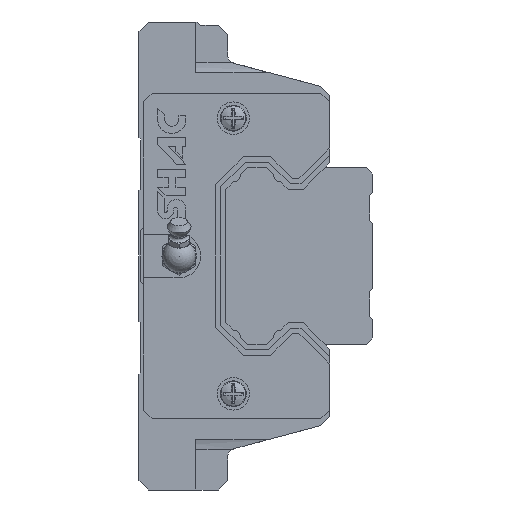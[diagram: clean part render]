
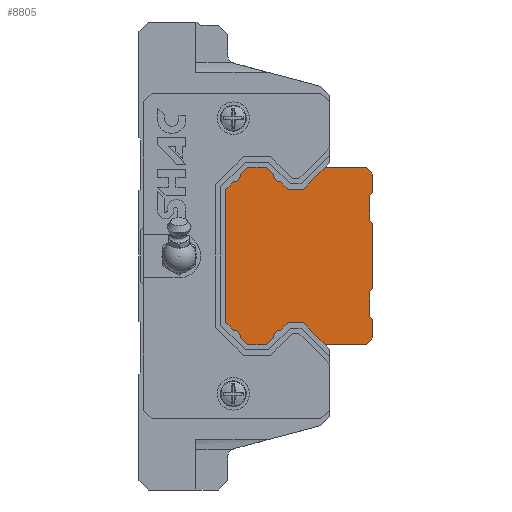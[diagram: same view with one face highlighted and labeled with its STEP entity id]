
A CAD part, left-side view. The second image highlights one B-rep face of the part: STEP entity #8805.
In plain terms, the highlighted planar face has unit normal (-1, 0, 0).
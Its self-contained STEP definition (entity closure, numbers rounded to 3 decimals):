
#237=CIRCLE('',#9395,2.134);
#238=CIRCLE('',#9396,2.134);
#239=CIRCLE('',#9397,2.134);
#240=CIRCLE('',#9398,2.134);
#471=ORIENTED_EDGE('',*,*,#3028,.T.);
#472=ORIENTED_EDGE('',*,*,#3029,.T.);
#473=ORIENTED_EDGE('',*,*,#3030,.T.);
#474=ORIENTED_EDGE('',*,*,#2994,.F.);
#475=ORIENTED_EDGE('',*,*,#3031,.T.);
#476=ORIENTED_EDGE('',*,*,#3032,.T.);
#477=ORIENTED_EDGE('',*,*,#3033,.T.);
#478=ORIENTED_EDGE('',*,*,#2998,.F.);
#479=ORIENTED_EDGE('',*,*,#3034,.F.);
#480=ORIENTED_EDGE('',*,*,#3035,.F.);
#481=ORIENTED_EDGE('',*,*,#3036,.F.);
#482=ORIENTED_EDGE('',*,*,#3037,.F.);
#483=ORIENTED_EDGE('',*,*,#3038,.F.);
#484=ORIENTED_EDGE('',*,*,#3039,.T.);
#485=ORIENTED_EDGE('',*,*,#3040,.F.);
#486=ORIENTED_EDGE('',*,*,#3041,.F.);
#487=ORIENTED_EDGE('',*,*,#3042,.F.);
#488=ORIENTED_EDGE('',*,*,#3043,.T.);
#489=ORIENTED_EDGE('',*,*,#3044,.F.);
#490=ORIENTED_EDGE('',*,*,#3045,.F.);
#491=ORIENTED_EDGE('',*,*,#3046,.F.);
#492=ORIENTED_EDGE('',*,*,#3047,.T.);
#493=ORIENTED_EDGE('',*,*,#3048,.F.);
#494=ORIENTED_EDGE('',*,*,#3049,.F.);
#495=ORIENTED_EDGE('',*,*,#3050,.F.);
#496=ORIENTED_EDGE('',*,*,#3051,.T.);
#497=ORIENTED_EDGE('',*,*,#3052,.F.);
#498=ORIENTED_EDGE('',*,*,#3053,.F.);
#499=ORIENTED_EDGE('',*,*,#3054,.F.);
#500=ORIENTED_EDGE('',*,*,#3055,.F.);
#501=ORIENTED_EDGE('',*,*,#3056,.F.);
#502=ORIENTED_EDGE('',*,*,#2985,.F.);
#2985=EDGE_CURVE('',#4265,#4266,#5133,.T.);
#2994=EDGE_CURVE('',#4274,#4272,#5139,.T.);
#2998=EDGE_CURVE('',#4278,#4276,#5143,.T.);
#3028=EDGE_CURVE('',#4265,#4305,#5169,.T.);
#3029=EDGE_CURVE('',#4305,#4306,#5170,.T.);
#3030=EDGE_CURVE('',#4306,#4272,#5171,.T.);
#3031=EDGE_CURVE('',#4274,#4307,#5172,.T.);
#3032=EDGE_CURVE('',#4307,#4308,#5173,.T.);
#3033=EDGE_CURVE('',#4308,#4276,#5174,.T.);
#3034=EDGE_CURVE('',#4309,#4278,#5175,.T.);
#3035=EDGE_CURVE('',#4310,#4309,#5176,.T.);
#3036=EDGE_CURVE('',#4311,#4310,#5177,.T.);
#3037=EDGE_CURVE('',#4312,#4311,#5178,.T.);
#3038=EDGE_CURVE('',#4313,#4312,#5179,.T.);
#3039=EDGE_CURVE('',#4313,#4314,#237,.T.);
#3040=EDGE_CURVE('',#4315,#4314,#5180,.T.);
#3041=EDGE_CURVE('',#4316,#4315,#5181,.T.);
#3042=EDGE_CURVE('',#4317,#4316,#5182,.T.);
#3043=EDGE_CURVE('',#4317,#4318,#238,.T.);
#3044=EDGE_CURVE('',#4319,#4318,#5183,.T.);
#3045=EDGE_CURVE('',#4320,#4319,#5184,.T.);
#3046=EDGE_CURVE('',#4321,#4320,#5185,.T.);
#3047=EDGE_CURVE('',#4321,#4322,#239,.T.);
#3048=EDGE_CURVE('',#4323,#4322,#5186,.T.);
#3049=EDGE_CURVE('',#4324,#4323,#5187,.T.);
#3050=EDGE_CURVE('',#4325,#4324,#5188,.T.);
#3051=EDGE_CURVE('',#4325,#4326,#240,.T.);
#3052=EDGE_CURVE('',#4327,#4326,#5189,.T.);
#3053=EDGE_CURVE('',#4328,#4327,#5190,.T.);
#3054=EDGE_CURVE('',#4329,#4328,#5191,.T.);
#3055=EDGE_CURVE('',#4330,#4329,#5192,.T.);
#3056=EDGE_CURVE('',#4266,#4330,#5193,.T.);
#4265=VERTEX_POINT('',#12586);
#4266=VERTEX_POINT('',#12588);
#4272=VERTEX_POINT('',#12601);
#4274=VERTEX_POINT('',#12605);
#4276=VERTEX_POINT('',#12610);
#4278=VERTEX_POINT('',#12614);
#4305=VERTEX_POINT('',#12674);
#4306=VERTEX_POINT('',#12676);
#4307=VERTEX_POINT('',#12679);
#4308=VERTEX_POINT('',#12681);
#4309=VERTEX_POINT('',#12684);
#4310=VERTEX_POINT('',#12686);
#4311=VERTEX_POINT('',#12688);
#4312=VERTEX_POINT('',#12690);
#4313=VERTEX_POINT('',#12692);
#4314=VERTEX_POINT('',#12694);
#4315=VERTEX_POINT('',#12696);
#4316=VERTEX_POINT('',#12698);
#4317=VERTEX_POINT('',#12700);
#4318=VERTEX_POINT('',#12702);
#4319=VERTEX_POINT('',#12704);
#4320=VERTEX_POINT('',#12706);
#4321=VERTEX_POINT('',#12708);
#4322=VERTEX_POINT('',#12710);
#4323=VERTEX_POINT('',#12712);
#4324=VERTEX_POINT('',#12714);
#4325=VERTEX_POINT('',#12716);
#4326=VERTEX_POINT('',#12718);
#4327=VERTEX_POINT('',#12720);
#4328=VERTEX_POINT('',#12722);
#4329=VERTEX_POINT('',#12724);
#4330=VERTEX_POINT('',#12726);
#5133=LINE('',#12587,#6173);
#5139=LINE('',#12606,#6179);
#5143=LINE('',#12615,#6183);
#5169=LINE('',#12673,#6209);
#5170=LINE('',#12675,#6210);
#5171=LINE('',#12677,#6211);
#5172=LINE('',#12678,#6212);
#5173=LINE('',#12680,#6213);
#5174=LINE('',#12682,#6214);
#5175=LINE('',#12683,#6215);
#5176=LINE('',#12685,#6216);
#5177=LINE('',#12687,#6217);
#5178=LINE('',#12689,#6218);
#5179=LINE('',#12691,#6219);
#5180=LINE('',#12695,#6220);
#5181=LINE('',#12697,#6221);
#5182=LINE('',#12699,#6222);
#5183=LINE('',#12703,#6223);
#5184=LINE('',#12705,#6224);
#5185=LINE('',#12707,#6225);
#5186=LINE('',#12711,#6226);
#5187=LINE('',#12713,#6227);
#5188=LINE('',#12715,#6228);
#5189=LINE('',#12719,#6229);
#5190=LINE('',#12721,#6230);
#5191=LINE('',#12723,#6231);
#5192=LINE('',#12725,#6232);
#5193=LINE('',#12727,#6233);
#6173=VECTOR('',#10107,1000.);
#6179=VECTOR('',#10121,1000.);
#6183=VECTOR('',#10127,1000.);
#6209=VECTOR('',#10165,1000.);
#6210=VECTOR('',#10166,1000.);
#6211=VECTOR('',#10167,1000.);
#6212=VECTOR('',#10168,1000.);
#6213=VECTOR('',#10169,1000.);
#6214=VECTOR('',#10170,1000.);
#6215=VECTOR('',#10171,1000.);
#6216=VECTOR('',#10172,1000.);
#6217=VECTOR('',#10173,1000.);
#6218=VECTOR('',#10174,1000.);
#6219=VECTOR('',#10175,1000.);
#6220=VECTOR('',#10178,1000.);
#6221=VECTOR('',#10179,1000.);
#6222=VECTOR('',#10180,1000.);
#6223=VECTOR('',#10183,1000.);
#6224=VECTOR('',#10184,1000.);
#6225=VECTOR('',#10185,1000.);
#6226=VECTOR('',#10188,1000.);
#6227=VECTOR('',#10189,1000.);
#6228=VECTOR('',#10190,1000.);
#6229=VECTOR('',#10193,1000.);
#6230=VECTOR('',#10194,1000.);
#6231=VECTOR('',#10195,1000.);
#6232=VECTOR('',#10196,1000.);
#6233=VECTOR('',#10197,1000.);
#7219=EDGE_LOOP('',(#471,#472,#473,#474,#475,#476,#477,#478,#479,#480,#481,
#482,#483,#484,#485,#486,#487,#488,#489,#490,#491,#492,#493,#494,#495,#496,
#497,#498,#499,#500,#501,#502));
#7815=FACE_BOUND('',#7219,.T.);
#8408=PLANE('',#9394);
#8805=ADVANCED_FACE('',(#7815),#8408,.F.);
#9394=AXIS2_PLACEMENT_3D('',#12672,#10163,#10164);
#9395=AXIS2_PLACEMENT_3D('',#12693,#10176,#10177);
#9396=AXIS2_PLACEMENT_3D('',#12701,#10181,#10182);
#9397=AXIS2_PLACEMENT_3D('',#12709,#10186,#10187);
#9398=AXIS2_PLACEMENT_3D('',#12717,#10191,#10192);
#10107=DIRECTION('',(0.,0.,-1.));
#10121=DIRECTION('',(0.,0.,-1.));
#10127=DIRECTION('',(0.,0.,-1.));
#10163=DIRECTION('',(1.,0.,0.));
#10164=DIRECTION('',(0.,0.,-1.));
#10165=DIRECTION('',(0.,0.707,0.707));
#10166=DIRECTION('',(0.,0.,1.));
#10167=DIRECTION('',(0.,-0.707,0.707));
#10168=DIRECTION('',(0.,0.707,0.707));
#10169=DIRECTION('',(0.,0.,1.));
#10170=DIRECTION('',(0.,-0.707,0.707));
#10171=DIRECTION('',(0.,-0.707,-0.707));
#10172=DIRECTION('',(0.,-1.,0.));
#10173=DIRECTION('',(0.,-0.707,0.707));
#10174=DIRECTION('',(0.,-1.,0.));
#10175=DIRECTION('',(0.,-0.707,-0.707));
#10176=DIRECTION('',(1.,0.,0.));
#10177=DIRECTION('',(0.,0.,-1.));
#10178=DIRECTION('',(0.,-0.707,-0.707));
#10179=DIRECTION('',(0.,-1.,0.));
#10180=DIRECTION('',(0.,-0.707,0.707));
#10181=DIRECTION('',(1.,0.,0.));
#10182=DIRECTION('',(0.,0.,-1.));
#10183=DIRECTION('',(0.,-0.707,0.707));
#10184=DIRECTION('',(0.,0.,1.));
#10185=DIRECTION('',(0.,0.707,0.707));
#10186=DIRECTION('',(1.,0.,0.));
#10187=DIRECTION('',(0.,0.,-1.));
#10188=DIRECTION('',(0.,0.707,0.707));
#10189=DIRECTION('',(0.,1.,0.));
#10190=DIRECTION('',(0.,0.707,-0.707));
#10191=DIRECTION('',(1.,0.,0.));
#10192=DIRECTION('',(0.,0.,-1.));
#10193=DIRECTION('',(0.,0.707,-0.707));
#10194=DIRECTION('',(0.,1.,0.));
#10195=DIRECTION('',(0.,0.707,0.707));
#10196=DIRECTION('',(0.,1.,0.));
#10197=DIRECTION('',(0.,0.707,-0.707));
#12586=CARTESIAN_POINT('',(-150.,0.,-19.));
#12587=CARTESIAN_POINT('',(-150.,0.,24.5));
#12588=CARTESIAN_POINT('',(-150.,0.,-24.5));
#12601=CARTESIAN_POINT('',(-150.,0.,-9.75));
#12605=CARTESIAN_POINT('',(-150.,0.,9.75));
#12606=CARTESIAN_POINT('',(-150.,0.,24.5));
#12610=CARTESIAN_POINT('',(-150.,0.,19.));
#12614=CARTESIAN_POINT('',(-150.,0.,24.5));
#12615=CARTESIAN_POINT('',(-150.,0.,24.5));
#12672=CARTESIAN_POINT('',(-150.,27.607,24.294));
#12673=CARTESIAN_POINT('',(-150.,0.,-19.));
#12674=CARTESIAN_POINT('',(-150.,1.,-18.));
#12675=CARTESIAN_POINT('',(-150.,1.,-18.));
#12676=CARTESIAN_POINT('',(-150.,1.,-10.75));
#12677=CARTESIAN_POINT('',(-150.,1.,-10.75));
#12678=CARTESIAN_POINT('',(-150.,0.,9.75));
#12679=CARTESIAN_POINT('',(-150.,1.,10.75));
#12680=CARTESIAN_POINT('',(-150.,1.,10.75));
#12681=CARTESIAN_POINT('',(-150.,1.,18.));
#12682=CARTESIAN_POINT('',(-150.,1.,18.));
#12683=CARTESIAN_POINT('',(-150.,2.,26.5));
#12684=CARTESIAN_POINT('',(-150.,2.,26.5));
#12685=CARTESIAN_POINT('',(-150.,14.325,26.5));
#12686=CARTESIAN_POINT('',(-150.,14.325,26.5));
#12687=CARTESIAN_POINT('',(-150.,20.835,19.99));
#12688=CARTESIAN_POINT('',(-150.,20.835,19.99));
#12689=CARTESIAN_POINT('',(-150.,25.4,19.99));
#12690=CARTESIAN_POINT('',(-150.,25.4,19.99));
#12691=CARTESIAN_POINT('',(-150.,27.57,22.16));
#12692=CARTESIAN_POINT('',(-150.,27.57,22.16));
#12693=CARTESIAN_POINT('',(-150.,27.607,24.294));
#12694=CARTESIAN_POINT('',(-150.,29.74,24.33));
#12695=CARTESIAN_POINT('',(-150.,31.91,26.5));
#12696=CARTESIAN_POINT('',(-150.,31.91,26.5));
#12697=CARTESIAN_POINT('',(-150.,37.49,26.5));
#12698=CARTESIAN_POINT('',(-150.,37.49,26.5));
#12699=CARTESIAN_POINT('',(-150.,39.66,24.33));
#12700=CARTESIAN_POINT('',(-150.,39.66,24.33));
#12701=CARTESIAN_POINT('',(-150.,41.794,24.294));
#12702=CARTESIAN_POINT('',(-150.,41.83,22.16));
#12703=CARTESIAN_POINT('',(-150.,44.,19.99));
#12704=CARTESIAN_POINT('',(-150.,44.,19.99));
#12705=CARTESIAN_POINT('',(-150.,44.,-19.99));
#12706=CARTESIAN_POINT('',(-150.,44.,-19.99));
#12707=CARTESIAN_POINT('',(-150.,41.83,-22.16));
#12708=CARTESIAN_POINT('',(-150.,41.83,-22.16));
#12709=CARTESIAN_POINT('',(-150.,41.794,-24.294));
#12710=CARTESIAN_POINT('',(-150.,39.66,-24.33));
#12711=CARTESIAN_POINT('',(-150.,37.49,-26.5));
#12712=CARTESIAN_POINT('',(-150.,37.49,-26.5));
#12713=CARTESIAN_POINT('',(-150.,31.91,-26.5));
#12714=CARTESIAN_POINT('',(-150.,31.91,-26.5));
#12715=CARTESIAN_POINT('',(-150.,29.74,-24.33));
#12716=CARTESIAN_POINT('',(-150.,29.74,-24.33));
#12717=CARTESIAN_POINT('',(-150.,27.607,-24.294));
#12718=CARTESIAN_POINT('',(-150.,27.57,-22.16));
#12719=CARTESIAN_POINT('',(-150.,25.4,-19.99));
#12720=CARTESIAN_POINT('',(-150.,25.4,-19.99));
#12721=CARTESIAN_POINT('',(-150.,20.835,-19.99));
#12722=CARTESIAN_POINT('',(-150.,20.835,-19.99));
#12723=CARTESIAN_POINT('',(-150.,14.325,-26.5));
#12724=CARTESIAN_POINT('',(-150.,14.325,-26.5));
#12725=CARTESIAN_POINT('',(-150.,2.,-26.5));
#12726=CARTESIAN_POINT('',(-150.,2.,-26.5));
#12727=CARTESIAN_POINT('',(-150.,0.,-24.5));
